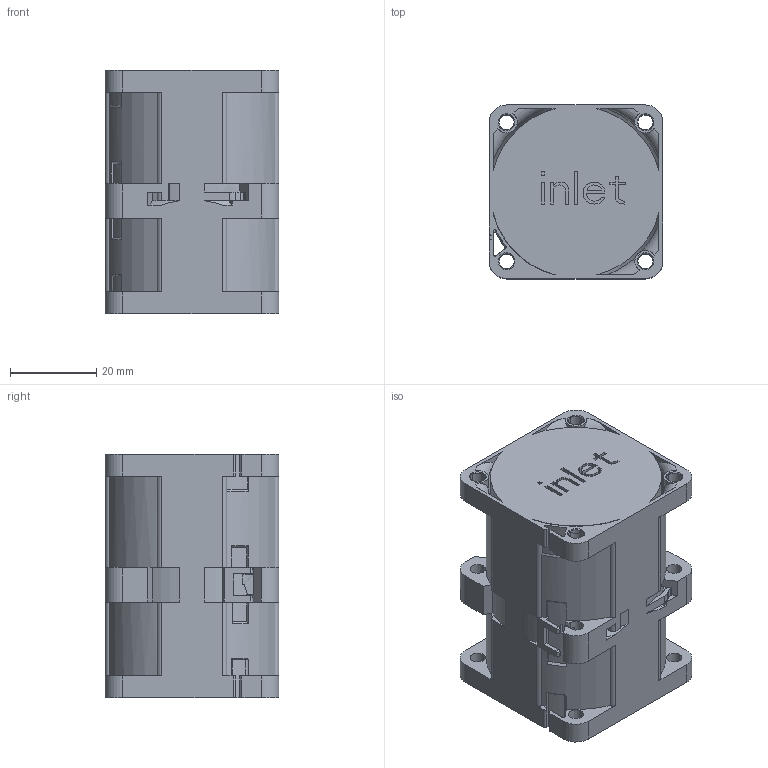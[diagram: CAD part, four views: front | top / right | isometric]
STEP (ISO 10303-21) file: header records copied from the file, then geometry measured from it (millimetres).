
FILE_DESCRIPTION((''),'2;1');
FILE_NAME('410202380005C_1','2013-10-26T',('dingguo.xu'),(''),'PRO/ENGINEER BY PARAMETRIC TECHNOLOGY CORPORATION, 2012480','PRO/ENGINEER BY PARAMETRIC TECHNOLOGY CORPORATION, 2012480','');
FILE_SCHEMA(('CONFIG_CONTROL_DESIGN'));
Length unit declared in the file: millimetre
Products named in the file (1): 410202380005C_1
Bounding box: 40.18 x 40.18 x 56.25 mm (x, y, z)
Volume: 78462.2 mm3; surface area: 14543.8 mm2
Topology: 1 solids, 1 shells, 587 faces, 1681 edges, 1110 vertices
Faces by surface type: plane 411, cylinder 131, torus 26, cone 18, bspline 1
Entity records: 19593 total; most frequent: CARTESIAN_POINT 3936, ORIENTED_EDGE 3362, DIRECTION 3142, EDGE_CURVE 1681, VECTOR 1240, LINE 1240, VERTEX_POINT 1110, AXIS2_PLACEMENT_3D 951
